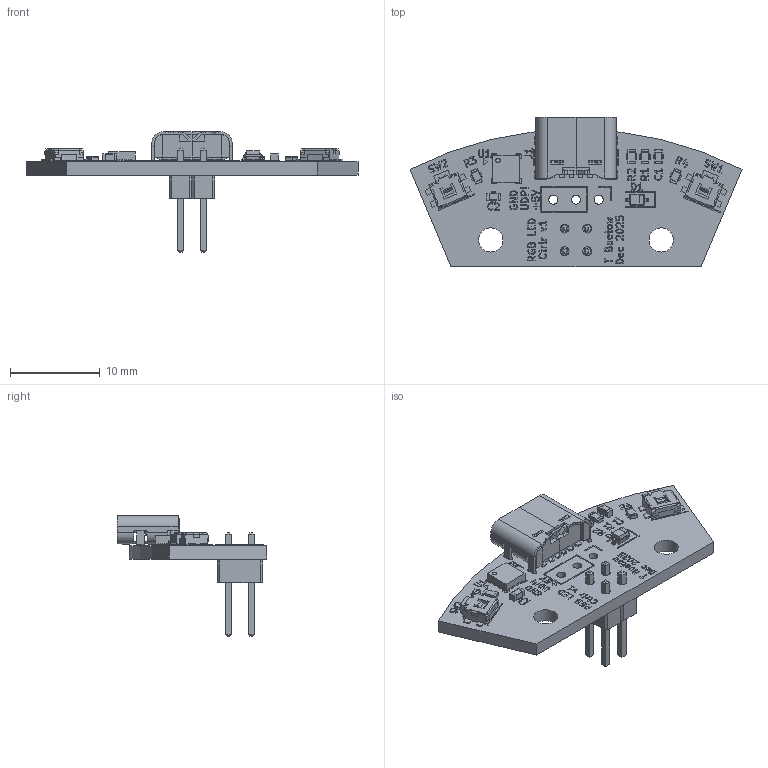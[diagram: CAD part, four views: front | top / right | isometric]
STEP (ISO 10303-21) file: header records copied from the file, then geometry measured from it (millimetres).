
FILE_DESCRIPTION(('KiCad electronic assembly'),'2;1');
FILE_NAME('Control_PCB.step','2025-12-07T11:11:25',('Pcbnew'),('Kicad'), 'Open CASCADE STEP processor 7.9','KiCad to STEP converter','Unknown' );
FILE_SCHEMA(('AUTOMOTIVE_DESIGN { 1 0 10303 214 1 1 1 1 }'));
Length unit declared in the file: millimetre
Products named in the file (11): Control_PCB 1; SW_SPST_EVQP7C; QFN-24-1EP_3x3mm_P0.4mm_EP1.75x1.6mm; D_SOD-323; USB_C_Receptacle_GCT_USB4125-xx-x_6P_TopMnt_Horizontal; R_0603_1608Metric; C_0603_1608Metric; PinHeader_2x02_P2.54mm_Vertical; Control_PCB_silkscreen; Control_PCB_PCB
Assembly tree (15 placements, depth 2):
  Control_PCB 1
    SW_SPST_EVQP7C  x2
    QFN-24-1EP_3x3mm_P0.4mm_EP1.75x1.6mm
    D_SOD-323
    USB_C_Receptacle_GCT_USB4125-xx-x_6P_TopMnt_Horizontal
    R_0603_1608Metric  x4
    C_0603_1608Metric  x2
    PinHeader_2x02_P2.54mm_Vertical
    Control_PCB_silkscreen
    Control_PCB_silkscreen
    Control_PCB_PCB
Bounding box: 37.04 x 16.7 x 13.48 mm (x, y, z)
Volume: 886.8 mm3; surface area: 1986.4 mm2
Topology: 28 solids, 129 shells, 1463 faces, 5200 edges, 3905 vertices
Faces by surface type: plane 1180, cylinder 261, bspline 16, cone 6
Full cylindrical faces by diameter (mm): 0.5 x1, 0.65 x4, 0.7 x4, 0.8 x2, 1 x7, 2.7 x2
Entity records: 56686 total; most frequent: CARTESIAN_POINT 9217, DIRECTION 7672, ORIENTED_EDGE 7365, EDGE_CURVE 4486, LINE 3652, VECTOR 3652, VERTEX_POINT 3443, AXIS2_PLACEMENT_3D 2010
